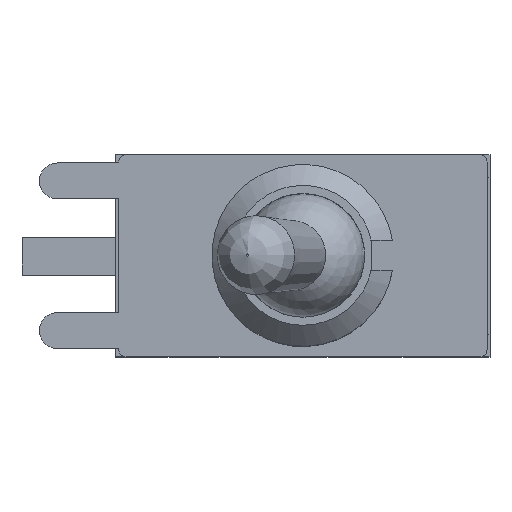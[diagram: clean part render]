
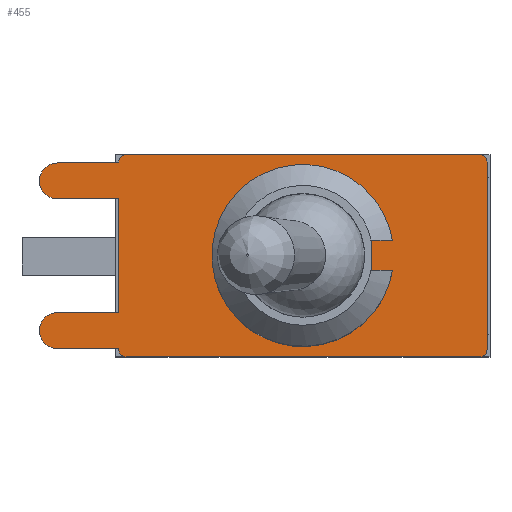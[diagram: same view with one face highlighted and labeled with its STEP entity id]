
A CAD part, top view. The second image highlights one B-rep face of the part: STEP entity #455.
In plain terms, the highlighted planar face has unit normal (0, 0, 1).
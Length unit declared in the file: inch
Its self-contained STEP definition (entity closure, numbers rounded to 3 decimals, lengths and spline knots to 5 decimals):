
#279=CARTESIAN_POINT('',(0.27596,-0.14854,0.36969));
#280=DIRECTION('',(0.0,0.0,-1.0));
#281=DIRECTION('',(-1.0,0.0,0.0));
#282=AXIS2_PLACEMENT_3D('',#279,#280,#281);
#283=PLANE('',#282);
#284=CARTESIAN_POINT('',(-0.23622,-0.13504,0.36969));
#285=VERTEX_POINT('',#284);
#286=CARTESIAN_POINT('',(-0.24606,-0.1252,0.36969));
#287=VERTEX_POINT('',#286);
#288=CARTESIAN_POINT('',(-0.23622,-0.1252,0.36969));
#289=DIRECTION('',(0.0,0.0,-1.0));
#290=DIRECTION('',(-0.707,-0.707,0.0));
#291=AXIS2_PLACEMENT_3D('',#288,#289,#290);
#292=CIRCLE('',#291,0.00984);
#293=EDGE_CURVE('',#285,#287,#292,.T.);
#294=ORIENTED_EDGE('',*,*,#293,.F.);
#295=CARTESIAN_POINT('',(0.23622,-0.13504,0.36969));
#296=VERTEX_POINT('',#295);
#297=CARTESIAN_POINT('',(0.23622,-0.13504,0.36969));
#298=DIRECTION('',(-1.0,0.0,0.0));
#299=VECTOR('',#298,0.47244);
#300=LINE('',#297,#299);
#301=EDGE_CURVE('',#296,#285,#300,.T.);
#302=ORIENTED_EDGE('',*,*,#301,.F.);
#303=CARTESIAN_POINT('',(0.24606,-0.1252,0.36969));
#304=VERTEX_POINT('',#303);
#305=CARTESIAN_POINT('',(0.23622,-0.1252,0.36969));
#306=DIRECTION('',(0.0,0.0,-1.0));
#307=DIRECTION('',(0.707,-0.707,0.0));
#308=AXIS2_PLACEMENT_3D('',#305,#306,#307);
#309=CIRCLE('',#308,0.00984);
#310=EDGE_CURVE('',#304,#296,#309,.T.);
#311=ORIENTED_EDGE('',*,*,#310,.F.);
#312=CARTESIAN_POINT('',(0.24606,0.1252,0.36969));
#313=VERTEX_POINT('',#312);
#314=CARTESIAN_POINT('',(0.24606,0.1252,0.36969));
#315=DIRECTION('',(0.0,-1.0,0.0));
#316=VECTOR('',#315,0.25039);
#317=LINE('',#314,#316);
#318=EDGE_CURVE('',#313,#304,#317,.T.);
#319=ORIENTED_EDGE('',*,*,#318,.F.);
#320=CARTESIAN_POINT('',(0.23622,0.13504,0.36969));
#321=VERTEX_POINT('',#320);
#322=CARTESIAN_POINT('',(0.23622,0.1252,0.36969));
#323=DIRECTION('',(0.0,0.0,-1.0));
#324=DIRECTION('',(0.707,0.707,0.0));
#325=AXIS2_PLACEMENT_3D('',#322,#323,#324);
#326=CIRCLE('',#325,0.00984);
#327=EDGE_CURVE('',#321,#313,#326,.T.);
#328=ORIENTED_EDGE('',*,*,#327,.F.);
#329=CARTESIAN_POINT('',(-0.23622,0.13504,0.36969));
#330=VERTEX_POINT('',#329);
#331=CARTESIAN_POINT('',(-0.23622,0.13504,0.36969));
#332=DIRECTION('',(1.0,0.0,0.0));
#333=VECTOR('',#332,0.47244);
#334=LINE('',#331,#333);
#335=EDGE_CURVE('',#330,#321,#334,.T.);
#336=ORIENTED_EDGE('',*,*,#335,.F.);
#337=CARTESIAN_POINT('',(-0.24606,0.1252,0.36969));
#338=VERTEX_POINT('',#337);
#339=CARTESIAN_POINT('',(-0.23622,0.1252,0.36969));
#340=DIRECTION('',(0.0,0.0,-1.0));
#341=DIRECTION('',(-0.707,0.707,0.0));
#342=AXIS2_PLACEMENT_3D('',#339,#340,#341);
#343=CIRCLE('',#342,0.00984);
#344=EDGE_CURVE('',#338,#330,#343,.T.);
#345=ORIENTED_EDGE('',*,*,#344,.F.);
#346=CARTESIAN_POINT('',(-0.24606,0.12402,0.36969));
#347=VERTEX_POINT('',#346);
#348=CARTESIAN_POINT('',(-0.24606,0.12402,0.36969));
#349=DIRECTION('',(0.0,1.0,0.0));
#350=VECTOR('',#349,0.00118);
#351=LINE('',#348,#350);
#352=EDGE_CURVE('',#347,#338,#351,.T.);
#353=ORIENTED_EDGE('',*,*,#352,.F.);
#354=CARTESIAN_POINT('',(-0.32795,0.12402,0.36969));
#355=VERTEX_POINT('',#354);
#356=CARTESIAN_POINT('',(-0.32795,0.12402,0.36969));
#357=DIRECTION('',(1.0,0.0,0.0));
#358=VECTOR('',#357,0.08189);
#359=LINE('',#356,#358);
#360=EDGE_CURVE('',#355,#347,#359,.T.);
#361=ORIENTED_EDGE('',*,*,#360,.F.);
#362=CARTESIAN_POINT('',(-0.32795,0.07598,0.36969));
#363=VERTEX_POINT('',#362);
#364=CARTESIAN_POINT('',(-0.32795,0.1,0.36969));
#365=DIRECTION('',(0.0,0.0,-1.0));
#366=DIRECTION('',(0.0,-1.0,0.0));
#367=AXIS2_PLACEMENT_3D('',#364,#365,#366);
#368=CIRCLE('',#367,0.02402);
#369=EDGE_CURVE('',#363,#355,#368,.T.);
#370=ORIENTED_EDGE('',*,*,#369,.F.);
#371=CARTESIAN_POINT('',(-0.24606,0.07598,0.36969));
#372=VERTEX_POINT('',#371);
#373=CARTESIAN_POINT('',(-0.24606,0.07598,0.36969));
#374=DIRECTION('',(-1.0,0.0,0.0));
#375=VECTOR('',#374,0.08189);
#376=LINE('',#373,#375);
#377=EDGE_CURVE('',#372,#363,#376,.T.);
#378=ORIENTED_EDGE('',*,*,#377,.F.);
#379=CARTESIAN_POINT('',(-0.24606,-0.07598,0.36969));
#380=VERTEX_POINT('',#379);
#381=CARTESIAN_POINT('',(-0.24606,-0.07598,0.36969));
#382=DIRECTION('',(0.0,1.0,0.0));
#383=VECTOR('',#382,0.15197);
#384=LINE('',#381,#383);
#385=EDGE_CURVE('',#380,#372,#384,.T.);
#386=ORIENTED_EDGE('',*,*,#385,.F.);
#387=CARTESIAN_POINT('',(-0.32795,-0.07598,0.36969));
#388=VERTEX_POINT('',#387);
#389=CARTESIAN_POINT('',(-0.32795,-0.07598,0.36969));
#390=DIRECTION('',(1.0,0.0,0.0));
#391=VECTOR('',#390,0.08189);
#392=LINE('',#389,#391);
#393=EDGE_CURVE('',#388,#380,#392,.T.);
#394=ORIENTED_EDGE('',*,*,#393,.F.);
#395=CARTESIAN_POINT('',(-0.32795,-0.12402,0.36969));
#396=VERTEX_POINT('',#395);
#397=CARTESIAN_POINT('',(-0.32795,-0.1,0.36969));
#398=DIRECTION('',(0.0,0.0,-1.0));
#399=DIRECTION('',(0.0,-1.0,0.0));
#400=AXIS2_PLACEMENT_3D('',#397,#398,#399);
#401=CIRCLE('',#400,0.02402);
#402=EDGE_CURVE('',#396,#388,#401,.T.);
#403=ORIENTED_EDGE('',*,*,#402,.F.);
#404=CARTESIAN_POINT('',(-0.24606,-0.12402,0.36969));
#405=VERTEX_POINT('',#404);
#406=CARTESIAN_POINT('',(-0.24606,-0.12402,0.36969));
#407=DIRECTION('',(-1.0,0.0,0.0));
#408=VECTOR('',#407,0.08189);
#409=LINE('',#406,#408);
#410=EDGE_CURVE('',#405,#396,#409,.T.);
#411=ORIENTED_EDGE('',*,*,#410,.F.);
#412=CARTESIAN_POINT('',(-0.24606,-0.1252,0.36969));
#413=DIRECTION('',(0.0,1.0,0.0));
#414=VECTOR('',#413,0.00118);
#415=LINE('',#412,#414);
#416=EDGE_CURVE('',#287,#405,#415,.T.);
#417=ORIENTED_EDGE('',*,*,#416,.F.);
#418=EDGE_LOOP('',(#294,#302,#311,#319,#328,#336,#345,#353,#361,#370,#378,#386,#394,#403,#411,#417));
#419=FACE_OUTER_BOUND('',#418,.T.);
#420=CARTESIAN_POINT('',(0.09183,-0.02008,0.36969));
#421=VERTEX_POINT('',#420);
#422=CARTESIAN_POINT('',(0.09183,0.02008,0.36969));
#423=VERTEX_POINT('',#422);
#424=CARTESIAN_POINT('',(0.09183,-0.02008,0.36969));
#425=DIRECTION('',(0.0,1.0,0.0));
#426=VECTOR('',#425,0.04016);
#427=LINE('',#424,#426);
#428=EDGE_CURVE('',#421,#423,#427,.T.);
#429=ORIENTED_EDGE('',*,*,#428,.F.);
#430=CARTESIAN_POINT('',(0.11979,-0.02008,0.36969));
#431=VERTEX_POINT('',#430);
#432=CARTESIAN_POINT('',(0.11979,-0.02008,0.36969));
#433=DIRECTION('',(-1.0,0.0,0.0));
#434=VECTOR('',#433,0.02795);
#435=LINE('',#432,#434);
#436=EDGE_CURVE('',#431,#421,#435,.T.);
#437=ORIENTED_EDGE('',*,*,#436,.F.);
#438=CARTESIAN_POINT('',(0.11979,0.02008,0.36969));
#439=VERTEX_POINT('',#438);
#440=CARTESIAN_POINT('',(0.,0.,0.36969));
#441=DIRECTION('',(0.0,0.0,1.0));
#442=DIRECTION('',(0.986,0.165,0.0));
#443=AXIS2_PLACEMENT_3D('',#440,#441,#442);
#444=CIRCLE('',#443,0.12146);
#445=EDGE_CURVE('',#439,#431,#444,.T.);
#446=ORIENTED_EDGE('',*,*,#445,.F.);
#447=CARTESIAN_POINT('',(0.09183,0.02008,0.36969));
#448=DIRECTION('',(1.0,0.0,0.0));
#449=VECTOR('',#448,0.02795);
#450=LINE('',#447,#449);
#451=EDGE_CURVE('',#423,#439,#450,.T.);
#452=ORIENTED_EDGE('',*,*,#451,.F.);
#453=EDGE_LOOP('',(#429,#437,#446,#452));
#454=FACE_BOUND('',#453,.T.);
#455=ADVANCED_FACE('',(#419,#454),#283,.F.);
